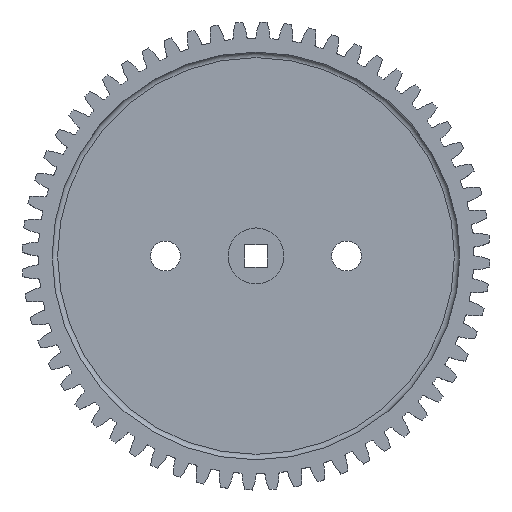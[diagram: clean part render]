
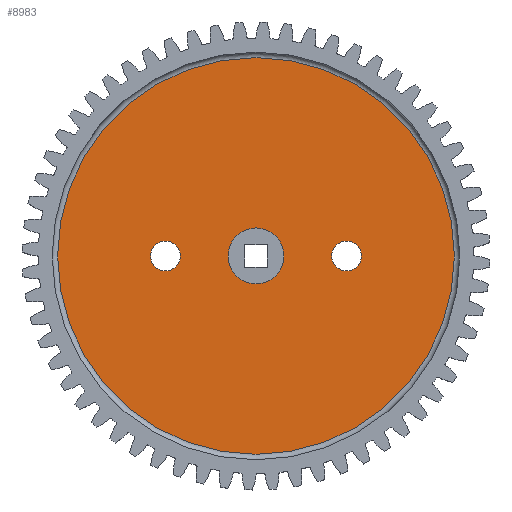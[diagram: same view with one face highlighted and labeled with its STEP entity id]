
A CAD part, top view. The second image highlights one B-rep face of the part: STEP entity #8983.
In plain terms, the highlighted planar face has unit normal (0, 0, 1).
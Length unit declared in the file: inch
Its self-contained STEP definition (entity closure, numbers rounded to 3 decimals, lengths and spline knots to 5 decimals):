
#1225=FACE_BOUND('',#2012,.T.);
#1226=FACE_BOUND('',#2013,.T.);
#1227=FACE_BOUND('',#2014,.T.);
#1237=CIRCLE('',#9504,0.1545);
#1238=CIRCLE('',#9505,0.1545);
#1241=CIRCLE('',#9510,1.095);
#1242=CIRCLE('',#9511,1.095);
#1243=CIRCLE('',#9512,0.0825);
#1244=CIRCLE('',#9513,0.0825);
#1245=CIRCLE('',#9514,0.0825);
#1246=CIRCLE('',#9515,0.0825);
#1511=FACE_OUTER_BOUND('',#2011,.T.);
#2011=EDGE_LOOP('',(#6029,#6030));
#2012=EDGE_LOOP('',(#6031,#6032));
#2013=EDGE_LOOP('',(#6033,#6034));
#2014=EDGE_LOOP('',(#6035,#6036));
#3517=VERTEX_POINT('',#11253);
#3518=VERTEX_POINT('',#11255);
#3521=VERTEX_POINT('',#11265);
#3522=VERTEX_POINT('',#11266);
#3523=VERTEX_POINT('',#11269);
#3524=VERTEX_POINT('',#11270);
#3525=VERTEX_POINT('',#11273);
#3526=VERTEX_POINT('',#11274);
#4518=EDGE_CURVE('',#3517,#3518,#1237,.T.);
#4519=EDGE_CURVE('',#3518,#3517,#1238,.T.);
#4523=EDGE_CURVE('',#3521,#3522,#1241,.T.);
#4524=EDGE_CURVE('',#3522,#3521,#1242,.T.);
#4525=EDGE_CURVE('',#3523,#3524,#1243,.T.);
#4526=EDGE_CURVE('',#3524,#3523,#1244,.T.);
#4527=EDGE_CURVE('',#3525,#3526,#1245,.T.);
#4528=EDGE_CURVE('',#3526,#3525,#1246,.T.);
#6029=ORIENTED_EDGE('',*,*,#4523,.F.);
#6030=ORIENTED_EDGE('',*,*,#4524,.F.);
#6031=ORIENTED_EDGE('',*,*,#4525,.F.);
#6032=ORIENTED_EDGE('',*,*,#4526,.F.);
#6033=ORIENTED_EDGE('',*,*,#4527,.F.);
#6034=ORIENTED_EDGE('',*,*,#4528,.F.);
#6035=ORIENTED_EDGE('',*,*,#4519,.F.);
#6036=ORIENTED_EDGE('',*,*,#4518,.F.);
#8971=PLANE('',#9509);
#8983=ADVANCED_FACE('',(#1511,#1225,#1226,#1227),#8971,.F.);
#9504=AXIS2_PLACEMENT_3D('',#11256,#9938,#9939);
#9505=AXIS2_PLACEMENT_3D('',#11257,#9940,#9941);
#9509=AXIS2_PLACEMENT_3D('',#11264,#9949,#9950);
#9510=AXIS2_PLACEMENT_3D('',#11267,#9951,#9952);
#9511=AXIS2_PLACEMENT_3D('',#11268,#9953,#9954);
#9512=AXIS2_PLACEMENT_3D('',#11271,#9955,#9956);
#9513=AXIS2_PLACEMENT_3D('',#11272,#9957,#9958);
#9514=AXIS2_PLACEMENT_3D('',#11275,#9959,#9960);
#9515=AXIS2_PLACEMENT_3D('',#11276,#9961,#9962);
#9938=DIRECTION('center_axis',(0.,0.,1.));
#9939=DIRECTION('ref_axis',(1.,0.,0.));
#9940=DIRECTION('center_axis',(0.,0.,1.));
#9941=DIRECTION('ref_axis',(1.,0.,0.));
#9949=DIRECTION('center_axis',(0.,0.,-1.));
#9950=DIRECTION('ref_axis',(-1.,0.,0.));
#9951=DIRECTION('center_axis',(0.,0.,-1.));
#9952=DIRECTION('ref_axis',(1.,0.,0.));
#9953=DIRECTION('center_axis',(0.,0.,-1.));
#9954=DIRECTION('ref_axis',(1.,0.,0.));
#9955=DIRECTION('center_axis',(0.,0.,1.));
#9956=DIRECTION('ref_axis',(1.,0.,0.));
#9957=DIRECTION('center_axis',(0.,0.,1.));
#9958=DIRECTION('ref_axis',(1.,0.,0.));
#9959=DIRECTION('center_axis',(0.,0.,1.));
#9960=DIRECTION('ref_axis',(1.,0.,0.));
#9961=DIRECTION('center_axis',(0.,0.,1.));
#9962=DIRECTION('ref_axis',(1.,0.,0.));
#11253=CARTESIAN_POINT('',(-0.1545,0.,-0.083));
#11255=CARTESIAN_POINT('',(0.1545,0.,-0.083));
#11256=CARTESIAN_POINT('Origin',(0.,0.,-0.083));
#11257=CARTESIAN_POINT('Origin',(0.,0.,-0.083));
#11264=CARTESIAN_POINT('Origin',(0.,0.,-0.083));
#11265=CARTESIAN_POINT('',(1.095,0.,-0.083));
#11266=CARTESIAN_POINT('',(-1.095,0.,-0.083));
#11267=CARTESIAN_POINT('Origin',(0.,0.,
-0.083));
#11268=CARTESIAN_POINT('Origin',(0.,0.,
-0.083));
#11269=CARTESIAN_POINT('',(-0.4175,0.,-0.083));
#11270=CARTESIAN_POINT('',(-0.5825,0.,-0.083));
#11271=CARTESIAN_POINT('Origin',(-0.5,0.,-0.083));
#11272=CARTESIAN_POINT('Origin',(-0.5,0.,-0.083));
#11273=CARTESIAN_POINT('',(0.5825,0.,-0.083));
#11274=CARTESIAN_POINT('',(0.4175,0.,-0.083));
#11275=CARTESIAN_POINT('Origin',(0.5,0.,-0.083));
#11276=CARTESIAN_POINT('Origin',(0.5,0.,-0.083));
